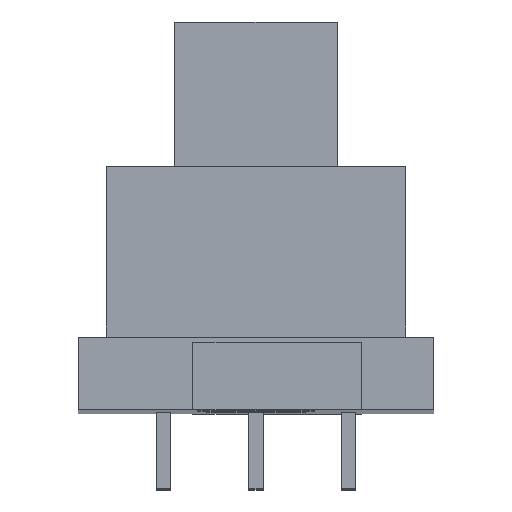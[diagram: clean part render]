
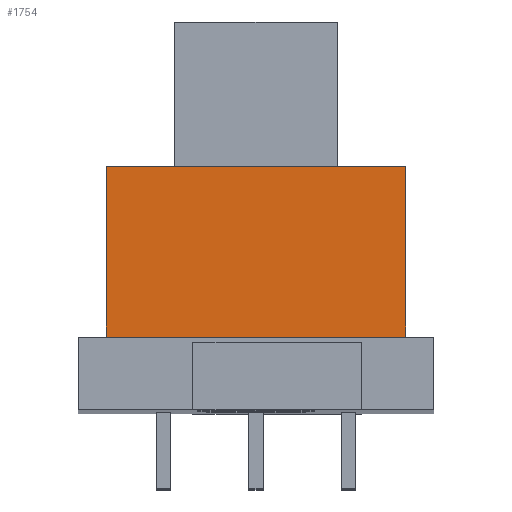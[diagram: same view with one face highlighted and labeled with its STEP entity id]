
A CAD part, top view. The second image highlights one B-rep face of the part: STEP entity #1754.
In plain terms, the highlighted planar face has unit normal (0, 0, 1).
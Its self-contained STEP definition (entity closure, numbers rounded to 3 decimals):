
#1754=ADVANCED_FACE('',(#2303),#2031,.F.);
#2031=PLANE('',#6953);
#2303=FACE_OUTER_BOUND('',#2601,.T.);
#2601=EDGE_LOOP('',(#3709,#3710,#3711,#3712));
#3709=ORIENTED_EDGE('',*,*,#5226,.F.);
#3710=ORIENTED_EDGE('',*,*,#5227,.F.);
#3711=ORIENTED_EDGE('',*,*,#5228,.F.);
#3712=ORIENTED_EDGE('',*,*,#5229,.F.);
#4545=VERTEX_POINT('',#9628);
#4546=VERTEX_POINT('',#9629);
#4547=VERTEX_POINT('',#9631);
#4548=VERTEX_POINT('',#9633);
#5226=EDGE_CURVE('',#4545,#4546,#5912,.T.);
#5227=EDGE_CURVE('',#4547,#4545,#5913,.T.);
#5228=EDGE_CURVE('',#4548,#4547,#5914,.T.);
#5229=EDGE_CURVE('',#4546,#4548,#5915,.T.);
#5912=LINE('',#9627,#6582);
#5913=LINE('',#9630,#6583);
#5914=LINE('',#9632,#6584);
#5915=LINE('',#9634,#6585);
#6582=VECTOR('',#8152,1.);
#6583=VECTOR('',#8153,1.);
#6584=VECTOR('',#8154,1.);
#6585=VECTOR('',#8155,1.);
#6953=AXIS2_PLACEMENT_3D('',#9635,#8156,#8157);
#8152=DIRECTION('',(1.,0.,0.));
#8153=DIRECTION('',(0.,1.,0.));
#8154=DIRECTION('',(-1.,0.,0.));
#8155=DIRECTION('',(0.,-1.,0.));
#8156=DIRECTION('',(0.,0.,-1.));
#8157=DIRECTION('',(0.,1.,0.));
#9627=CARTESIAN_POINT('',(1.16,10.05,89.39));
#9628=CARTESIAN_POINT('',(1.16,10.05,89.39));
#9629=CARTESIAN_POINT('',(13.51,10.05,89.39));
#9630=CARTESIAN_POINT('',(1.16,2.97,89.39));
#9631=CARTESIAN_POINT('',(1.16,2.97,89.39));
#9632=CARTESIAN_POINT('',(13.51,2.97,89.39));
#9633=CARTESIAN_POINT('',(13.51,2.97,89.39));
#9634=CARTESIAN_POINT('',(13.51,10.05,89.39));
#9635=CARTESIAN_POINT('',(0.,2.97,89.39));
